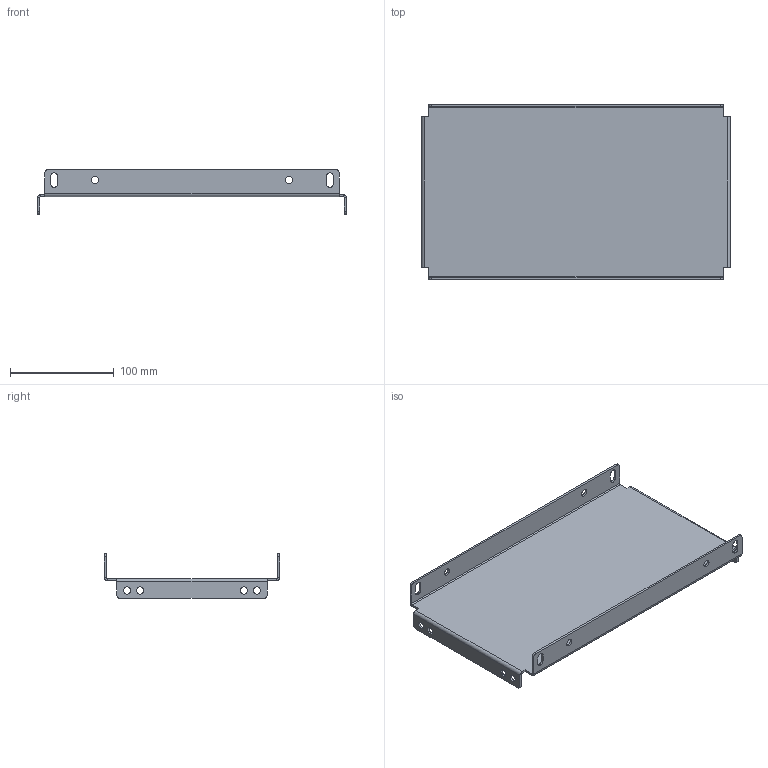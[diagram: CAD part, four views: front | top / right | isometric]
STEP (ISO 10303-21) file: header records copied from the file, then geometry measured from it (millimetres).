
FILE_DESCRIPTION (( 'STEP AP203' ), '1' );
FILE_NAME ('400x200.step', '2013-07-26T07:54:55', ( 'User' ), ( 'DKC' ), 'SwSTEP 2.0', 'SolidWorks 2012', '' );
FILE_SCHEMA (( 'CONFIG_CONTROL_DESIGN' ));
Length unit declared in the file: millimetre
Products named in the file (1): 400x200
Bounding box: 298 x 169 x 43 mm (x, y, z)
Volume: 134048.6 mm3; surface area: 137025.9 mm2
Topology: 1 solids, 1 shells, 98 faces, 256 edges, 160 vertices
Faces by surface type: cylinder 52, plane 46
Entity records: 3149 total; most frequent: DIRECTION 558, CARTESIAN_POINT 515, ORIENTED_EDGE 512, EDGE_CURVE 256, AXIS2_PLACEMENT_3D 203, VERTEX_POINT 160, LINE 152, VECTOR 152
